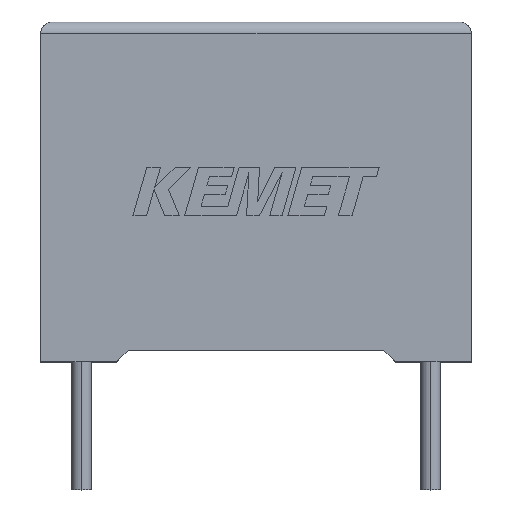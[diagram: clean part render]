
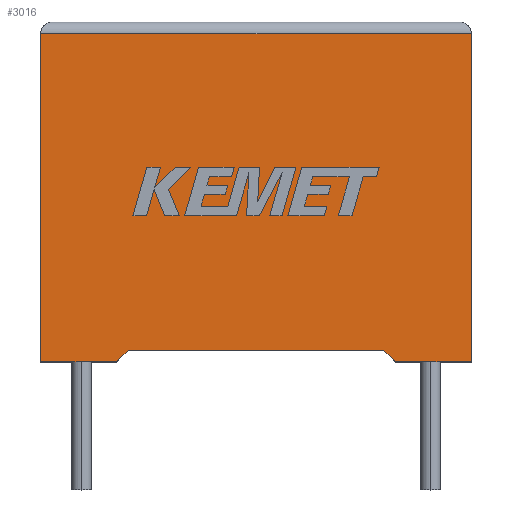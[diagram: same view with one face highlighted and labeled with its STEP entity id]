
A CAD part, top view. The second image highlights one B-rep face of the part: STEP entity #3016.
In plain terms, the highlighted planar face has unit normal (0, 0, 1).
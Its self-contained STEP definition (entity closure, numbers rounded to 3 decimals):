
#80 = CARTESIAN_POINT ( 'NONE',  ( 15.25, 0., 8.7 ) ) ;
#124 = CARTESIAN_POINT ( 'NONE',  ( 0., 0., 8.7 ) ) ;
#167 = VERTEX_POINT ( 'NONE', #1475 ) ;
#177 = ORIENTED_EDGE ( 'NONE', *, *, #291, .F. ) ;
#190 = CARTESIAN_POINT ( 'NONE',  ( 3.764, 0.503, 8.7 ) ) ;
#215 = VERTEX_POINT ( 'NONE', #190 ) ;
#235 = VECTOR ( 'NONE', #2393, 1000. ) ;
#261 = CARTESIAN_POINT ( 'NONE',  ( 0., 0., 8.7 ) ) ;
#277 = VERTEX_POINT ( 'NONE', #2505 ) ;
#291 = EDGE_CURVE ( 'NONE', #215, #450, #2016, .T. ) ;
#351 = EDGE_CURVE ( 'NONE', #2708, #1237, #1465, .T. ) ;
#385 = DIRECTION ( 'NONE',  ( 0., 0., -1. ) ) ;
#450 = VERTEX_POINT ( 'NONE', #1961 ) ;
#501 = DIRECTION ( 'NONE',  ( 1., 0., 0. ) ) ;
#544 = EDGE_CURVE ( 'NONE', #1237, #1590, #2285, .T. ) ;
#583 = LINE ( 'NONE', #1289, #2170 ) ;
#600 = ORIENTED_EDGE ( 'NONE', *, *, #1046, .T. ) ;
#652 = CARTESIAN_POINT ( 'NONE',  ( 0., 0., 8.7 ) ) ;
#707 = DIRECTION ( 'NONE',  ( -0.714, -0.7, 0. ) ) ;
#736 = EDGE_CURVE ( 'NONE', #2708, #215, #2183, .T. ) ;
#767 = AXIS2_PLACEMENT_3D ( 'NONE', #124, #385, #1549 ) ;
#805 = ORIENTED_EDGE ( 'NONE', *, *, #544, .T. ) ;
#913 = EDGE_LOOP ( 'NONE', ( #2345, #2481, #1334, #600, #177, #1607, #2044, #805 ) ) ;
#1046 = EDGE_CURVE ( 'NONE', #2134, #450, #1668, .T. ) ;
#1047 = LINE ( 'NONE', #1486, #235 ) ;
#1053 = CARTESIAN_POINT ( 'NONE',  ( 18.5, 0., 8.7 ) ) ;
#1237 = VERTEX_POINT ( 'NONE', #1864 ) ;
#1289 = CARTESIAN_POINT ( 'NONE',  ( 0., 14.1, 8.7 ) ) ;
#1301 = PLANE ( 'NONE',  #767 ) ;
#1334 = ORIENTED_EDGE ( 'NONE', *, *, #2395, .T. ) ;
#1434 = DIRECTION ( 'NONE',  ( 0.714, -0.7, 0. ) ) ;
#1465 = LINE ( 'NONE', #80, #2066 ) ;
#1475 = CARTESIAN_POINT ( 'NONE',  ( 0., 14.1, 8.7 ) ) ;
#1486 = CARTESIAN_POINT ( 'NONE',  ( 0., 0., 8.7 ) ) ;
#1549 = DIRECTION ( 'NONE',  ( -1., 0., 0. ) ) ;
#1590 = VERTEX_POINT ( 'NONE', #1676 ) ;
#1607 = ORIENTED_EDGE ( 'NONE', *, *, #736, .F. ) ;
#1654 = DIRECTION ( 'NONE',  ( -1., 0., 0. ) ) ;
#1668 = LINE ( 'NONE', #261, #1677 ) ;
#1676 = CARTESIAN_POINT ( 'NONE',  ( 18.5, 0., 8.7 ) ) ;
#1677 = VECTOR ( 'NONE', #2846, 1000. ) ;
#1831 = VECTOR ( 'NONE', #501, 1000. ) ;
#1864 = CARTESIAN_POINT ( 'NONE',  ( 15.25, 0., 8.7 ) ) ;
#1953 = DIRECTION ( 'NONE',  ( 0., 1., 0. ) ) ;
#1961 = CARTESIAN_POINT ( 'NONE',  ( 3.25, 0., 8.7 ) ) ;
#2016 = LINE ( 'NONE', #2823, #2932 ) ;
#2044 = ORIENTED_EDGE ( 'NONE', *, *, #351, .T. ) ;
#2066 = VECTOR ( 'NONE', #1434, 1000. ) ;
#2106 = CARTESIAN_POINT ( 'NONE',  ( 14.736, 0.503, 8.7 ) ) ;
#2134 = VERTEX_POINT ( 'NONE', #652 ) ;
#2170 = VECTOR ( 'NONE', #2627, 1000. ) ;
#2183 = LINE ( 'NONE', #2589, #2821 ) ;
#2285 = LINE ( 'NONE', #2529, #1831 ) ;
#2345 = ORIENTED_EDGE ( 'NONE', *, *, #2956, .T. ) ;
#2393 = DIRECTION ( 'NONE',  ( 0., -1., 0. ) ) ;
#2395 = EDGE_CURVE ( 'NONE', #167, #2134, #1047, .T. ) ;
#2411 = LINE ( 'NONE', #1053, #2837 ) ;
#2468 = EDGE_CURVE ( 'NONE', #277, #167, #583, .T. ) ;
#2481 = ORIENTED_EDGE ( 'NONE', *, *, #2468, .T. ) ;
#2505 = CARTESIAN_POINT ( 'NONE',  ( 18.5, 14.1, 8.7 ) ) ;
#2529 = CARTESIAN_POINT ( 'NONE',  ( 0., 0., 8.7 ) ) ;
#2589 = CARTESIAN_POINT ( 'NONE',  ( 9.25, 0.503, 8.7 ) ) ;
#2627 = DIRECTION ( 'NONE',  ( -1., 0., 0. ) ) ;
#2648 = FACE_OUTER_BOUND ( 'NONE', #913, .T. ) ;
#2708 = VERTEX_POINT ( 'NONE', #2106 ) ;
#2821 = VECTOR ( 'NONE', #1654, 1000. ) ;
#2823 = CARTESIAN_POINT ( 'NONE',  ( 3.25, 0., 8.7 ) ) ;
#2837 = VECTOR ( 'NONE', #1953, 1000. ) ;
#2846 = DIRECTION ( 'NONE',  ( 1., 0., 0. ) ) ;
#2932 = VECTOR ( 'NONE', #707, 1000. ) ;
#2956 = EDGE_CURVE ( 'NONE', #1590, #277, #2411, .T. ) ;
#3016 = ADVANCED_FACE ( 'NONE', ( #2648 ), #1301, .F. ) ;
